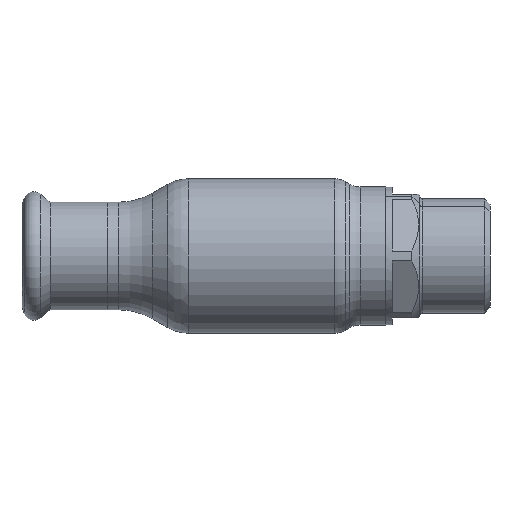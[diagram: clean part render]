
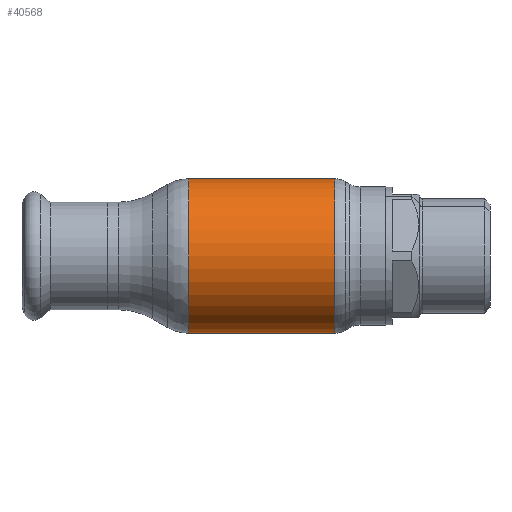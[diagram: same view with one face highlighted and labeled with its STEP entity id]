
A CAD part, front view. The second image highlights one B-rep face of the part: STEP entity #40568.
In plain terms, the highlighted cylindrical face has radius 22.5 mm (diameter 45 mm), a partial arc.
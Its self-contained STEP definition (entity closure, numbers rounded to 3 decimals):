
#2523 = DIRECTION ( 'NONE',  ( -1., 0., 0. ) ) ;
#5317 = VECTOR ( 'NONE', #20945, 1000. ) ;
#7433 = CARTESIAN_POINT ( 'NONE',  ( -21.285, 0., 22.5 ) ) ;
#9156 = AXIS2_PLACEMENT_3D ( 'NONE', #34510, #21742, #30254 ) ;
#10893 = ORIENTED_EDGE ( 'NONE', *, *, #54002, .F. ) ;
#11028 = LINE ( 'NONE', #48935, #31850 ) ;
#13377 = ORIENTED_EDGE ( 'NONE', *, *, #14381, .T. ) ;
#14381 = EDGE_CURVE ( 'NONE', #40443, #40045, #11028, .T. ) ;
#17718 = DIRECTION ( 'NONE',  ( 0., 0., 1. ) ) ;
#18711 = ORIENTED_EDGE ( 'NONE', *, *, #51476, .T. ) ;
#20945 = DIRECTION ( 'NONE',  ( -1., 0., 0. ) ) ;
#21349 = CYLINDRICAL_SURFACE ( 'NONE', #52652, 22.5 ) ;
#21742 = DIRECTION ( 'NONE',  ( -1., 0., 0. ) ) ;
#24392 = EDGE_LOOP ( 'NONE', ( #39182, #18711, #13377, #10893 ) ) ;
#29773 = LINE ( 'NONE', #47645, #5317 ) ;
#30254 = DIRECTION ( 'NONE',  ( 0., 0., 1. ) ) ;
#31850 = VECTOR ( 'NONE', #2523, 1000. ) ;
#34510 = CARTESIAN_POINT ( 'NONE',  ( -21.285, 0., 0. ) ) ;
#38533 = CARTESIAN_POINT ( 'NONE',  ( 21.285, 0., -22.5 ) ) ;
#39182 = ORIENTED_EDGE ( 'NONE', *, *, #55904, .F. ) ;
#39569 = FACE_OUTER_BOUND ( 'NONE', #24392, .T. ) ;
#40045 = VERTEX_POINT ( 'NONE', #7433 ) ;
#40443 = VERTEX_POINT ( 'NONE', #46565 ) ;
#40467 = DIRECTION ( 'NONE',  ( -1., 0., 0. ) ) ;
#40568 = ADVANCED_FACE ( 'NONE', ( #39569 ), #21349, .T. ) ;
#41041 = CIRCLE ( 'NONE', #57518, 22.5 ) ;
#41066 = DIRECTION ( 'NONE',  ( 0., 0., 1. ) ) ;
#46565 = CARTESIAN_POINT ( 'NONE',  ( 21.285, 0., 22.5 ) ) ;
#46989 = VERTEX_POINT ( 'NONE', #38533 ) ;
#47645 = CARTESIAN_POINT ( 'NONE',  ( -62.69, 0., -22.5 ) ) ;
#47902 = VERTEX_POINT ( 'NONE', #54770 ) ;
#48935 = CARTESIAN_POINT ( 'NONE',  ( -62.69, 0., 22.5 ) ) ;
#48949 = DIRECTION ( 'NONE',  ( -1., 0., 0. ) ) ;
#50151 = CARTESIAN_POINT ( 'NONE',  ( 21.285, 0., 0. ) ) ;
#50432 = CARTESIAN_POINT ( 'NONE',  ( -62.69, 0., 0. ) ) ;
#51476 = EDGE_CURVE ( 'NONE', #46989, #40443, #41041, .T. ) ;
#52652 = AXIS2_PLACEMENT_3D ( 'NONE', #50432, #40467, #41066 ) ;
#54002 = EDGE_CURVE ( 'NONE', #47902, #40045, #56661, .T. ) ;
#54770 = CARTESIAN_POINT ( 'NONE',  ( -21.285, 0., -22.5 ) ) ;
#55904 = EDGE_CURVE ( 'NONE', #46989, #47902, #29773, .T. ) ;
#56661 = CIRCLE ( 'NONE', #9156, 22.5 ) ;
#57518 = AXIS2_PLACEMENT_3D ( 'NONE', #50151, #48949, #17718 ) ;
